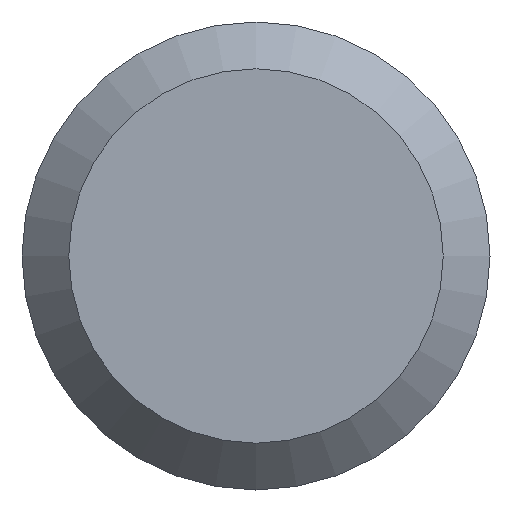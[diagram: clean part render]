
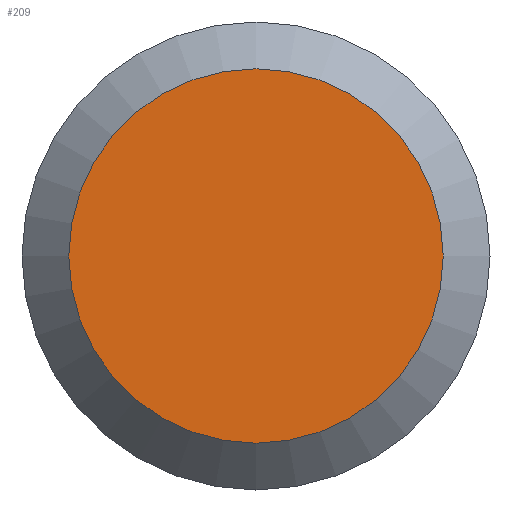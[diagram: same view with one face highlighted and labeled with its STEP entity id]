
A CAD part, left-side view. The second image highlights one B-rep face of the part: STEP entity #209.
In plain terms, the highlighted planar face has unit normal (-1, 0, 0).
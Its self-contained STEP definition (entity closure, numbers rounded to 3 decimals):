
#2 = VERTEX_POINT ( 'NONE', #43 ) ;
#20 = AXIS2_PLACEMENT_3D ( 'NONE', #208, #89, #195 ) ;
#22 = ORIENTED_EDGE ( 'NONE', *, *, #45, .T. ) ;
#43 = CARTESIAN_POINT ( 'NONE',  ( 0., 0., -5.08 ) ) ;
#45 = EDGE_CURVE ( 'NONE', #2, #2, #86, .T. ) ;
#73 = DIRECTION ( 'NONE',  ( -1., 0., 0. ) ) ;
#78 = FACE_OUTER_BOUND ( 'NONE', #127, .T. ) ;
#84 = PLANE ( 'NONE',  #20 ) ;
#86 = CIRCLE ( 'NONE', #108, 5.08 ) ;
#89 = DIRECTION ( 'NONE',  ( 1., 0., 0. ) ) ;
#108 = AXIS2_PLACEMENT_3D ( 'NONE', #207, #73, #190 ) ;
#127 = EDGE_LOOP ( 'NONE', ( #22 ) ) ;
#190 = DIRECTION ( 'NONE',  ( 0., 0., -1. ) ) ;
#195 = DIRECTION ( 'NONE',  ( 0., 0., -1. ) ) ;
#207 = CARTESIAN_POINT ( 'NONE',  ( 0., 0., 0. ) ) ;
#208 = CARTESIAN_POINT ( 'NONE',  ( 0., 6.35, 0. ) ) ;
#209 = ADVANCED_FACE ( 'NONE', ( #78 ), #84, .F. ) ;
